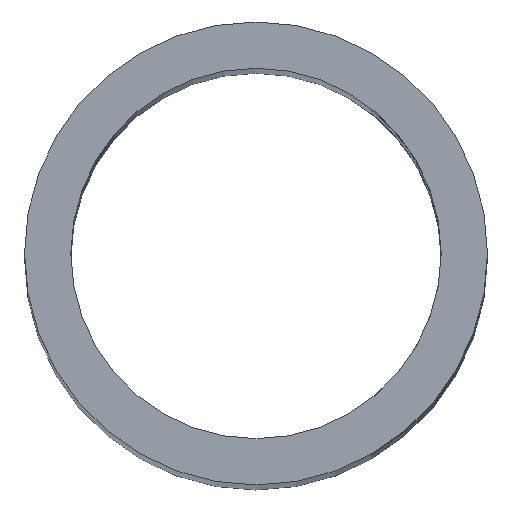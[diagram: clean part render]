
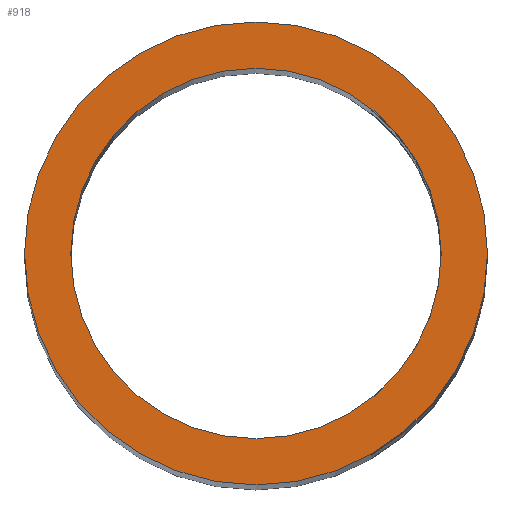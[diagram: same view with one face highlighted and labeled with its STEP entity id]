
A CAD part, top view. The second image highlights one B-rep face of the part: STEP entity #918.
In plain terms, the highlighted planar face has unit normal (0, 0, 1).
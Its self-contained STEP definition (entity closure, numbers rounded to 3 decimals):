
#47 = CYLINDRICAL_SURFACE('',#48,20.);
#48 = AXIS2_PLACEMENT_3D('',#49,#50,#51);
#49 = CARTESIAN_POINT('',(0.,0.,-125.));
#50 = DIRECTION('',(-0.,-0.,-1.));
#51 = DIRECTION('',(1.,0.,0.));
#82 = CYLINDRICAL_SURFACE('',#83,16.);
#83 = AXIS2_PLACEMENT_3D('',#84,#85,#86);
#84 = CARTESIAN_POINT('',(0.,0.,-125.));
#85 = DIRECTION('',(-0.,-0.,-1.));
#86 = DIRECTION('',(1.,0.,0.));
#100 = VERTEX_POINT('',#101);
#101 = CARTESIAN_POINT('',(20.,0.,125.));
#498 = EDGE_CURVE('',#100,#100,#499,.T.);
#499 = SURFACE_CURVE('',#500,(#505,#512),.PCURVE_S1.);
#500 = CIRCLE('',#501,20.);
#501 = AXIS2_PLACEMENT_3D('',#502,#503,#504);
#502 = CARTESIAN_POINT('',(0.,0.,125.));
#503 = DIRECTION('',(0.,0.,1.));
#504 = DIRECTION('',(1.,0.,0.));
#505 = PCURVE('',#47,#506);
#506 = DEFINITIONAL_REPRESENTATION('',(#507),#511);
#507 = LINE('',#508,#509);
#508 = CARTESIAN_POINT('',(-0.,-250.));
#509 = VECTOR('',#510,1.);
#510 = DIRECTION('',(-1.,0.));
#511 = ( GEOMETRIC_REPRESENTATION_CONTEXT(2) 
PARAMETRIC_REPRESENTATION_CONTEXT() REPRESENTATION_CONTEXT('2D SPACE',''
  ) );
#512 = PCURVE('',#513,#518);
#513 = PLANE('',#514);
#514 = AXIS2_PLACEMENT_3D('',#515,#516,#517);
#515 = CARTESIAN_POINT('',(20.,0.,125.));
#516 = DIRECTION('',(0.,0.,-1.));
#517 = DIRECTION('',(-1.,0.,0.));
#518 = DEFINITIONAL_REPRESENTATION('',(#519),#527);
#519 = ( BOUNDED_CURVE() B_SPLINE_CURVE(2,(#520,#521,#522,#523,#524,#525
,#526),.UNSPECIFIED.,.F.,.F.) B_SPLINE_CURVE_WITH_KNOTS((1,2,2,2,2,1),(
    -2.094,0.,2.094,4.189,6.283,
8.378),.UNSPECIFIED.) CURVE() GEOMETRIC_REPRESENTATION_ITEM() 
RATIONAL_B_SPLINE_CURVE((1.,0.5,1.,0.5,1.,0.5,1.)) REPRESENTATION_ITEM(
  '') );
#520 = CARTESIAN_POINT('',(0.,0.));
#521 = CARTESIAN_POINT('',(0.,34.641));
#522 = CARTESIAN_POINT('',(30.,17.321));
#523 = CARTESIAN_POINT('',(60.,0.));
#524 = CARTESIAN_POINT('',(30.,-17.321));
#525 = CARTESIAN_POINT('',(0.,-34.641));
#526 = CARTESIAN_POINT('',(0.,0.));
#527 = ( GEOMETRIC_REPRESENTATION_CONTEXT(2) 
PARAMETRIC_REPRESENTATION_CONTEXT() REPRESENTATION_CONTEXT('2D SPACE',''
  ) );
#535 = VERTEX_POINT('',#536);
#536 = CARTESIAN_POINT('',(16.,0.,125.));
#893 = EDGE_CURVE('',#535,#535,#894,.T.);
#894 = SURFACE_CURVE('',#895,(#900,#907),.PCURVE_S1.);
#895 = CIRCLE('',#896,16.);
#896 = AXIS2_PLACEMENT_3D('',#897,#898,#899);
#897 = CARTESIAN_POINT('',(0.,0.,125.));
#898 = DIRECTION('',(0.,0.,1.));
#899 = DIRECTION('',(1.,0.,0.));
#900 = PCURVE('',#82,#901);
#901 = DEFINITIONAL_REPRESENTATION('',(#902),#906);
#902 = LINE('',#903,#904);
#903 = CARTESIAN_POINT('',(-0.,-250.));
#904 = VECTOR('',#905,1.);
#905 = DIRECTION('',(-1.,0.));
#906 = ( GEOMETRIC_REPRESENTATION_CONTEXT(2) 
PARAMETRIC_REPRESENTATION_CONTEXT() REPRESENTATION_CONTEXT('2D SPACE',''
  ) );
#907 = PCURVE('',#513,#908);
#908 = DEFINITIONAL_REPRESENTATION('',(#909),#917);
#909 = ( BOUNDED_CURVE() B_SPLINE_CURVE(2,(#910,#911,#912,#913,#914,#915
,#916),.UNSPECIFIED.,.F.,.F.) B_SPLINE_CURVE_WITH_KNOTS((1,2,2,2,2,1),(
    -2.094,0.,2.094,4.189,6.283,
8.378),.UNSPECIFIED.) CURVE() GEOMETRIC_REPRESENTATION_ITEM() 
RATIONAL_B_SPLINE_CURVE((1.,0.5,1.,0.5,1.,0.5,1.)) REPRESENTATION_ITEM(
  '') );
#910 = CARTESIAN_POINT('',(4.,0.));
#911 = CARTESIAN_POINT('',(4.,27.713));
#912 = CARTESIAN_POINT('',(28.,13.856));
#913 = CARTESIAN_POINT('',(52.,0.));
#914 = CARTESIAN_POINT('',(28.,-13.856));
#915 = CARTESIAN_POINT('',(4.,-27.713));
#916 = CARTESIAN_POINT('',(4.,0.));
#917 = ( GEOMETRIC_REPRESENTATION_CONTEXT(2) 
PARAMETRIC_REPRESENTATION_CONTEXT() REPRESENTATION_CONTEXT('2D SPACE',''
  ) );
#918 = ADVANCED_FACE('',(#919,#922),#513,.F.);
#919 = FACE_BOUND('',#920,.T.);
#920 = EDGE_LOOP('',(#921));
#921 = ORIENTED_EDGE('',*,*,#498,.T.);
#922 = FACE_BOUND('',#923,.F.);
#923 = EDGE_LOOP('',(#924));
#924 = ORIENTED_EDGE('',*,*,#893,.T.);
